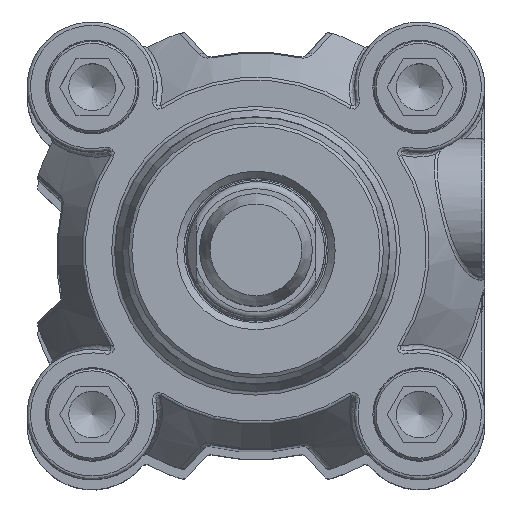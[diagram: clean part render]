
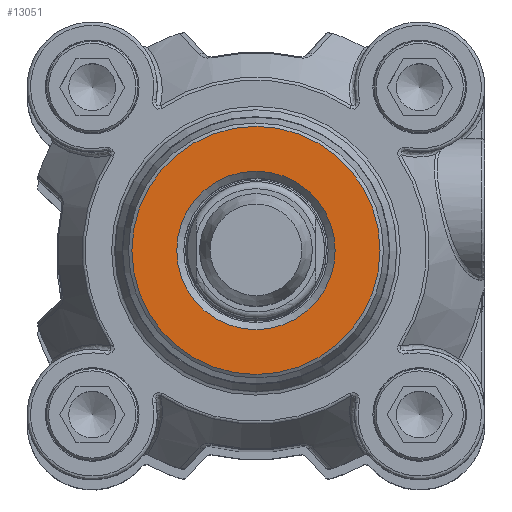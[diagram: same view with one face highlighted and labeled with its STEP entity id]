
A CAD part, top view. The second image highlights one B-rep face of the part: STEP entity #13051.
In plain terms, the highlighted planar face has unit normal (0, 0, 1).
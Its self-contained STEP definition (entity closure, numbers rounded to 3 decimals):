
#13000=CARTESIAN_POINT('',(11.25,0.,453.5));
#13001=VERTEX_POINT('',#13000);
#13002=CARTESIAN_POINT('',(0.0,0.0,453.5));
#13003=DIRECTION('',(0.0,0.0,1.0));
#13004=DIRECTION('',(-1.0,0.0,0.0));
#13005=AXIS2_PLACEMENT_3D('',#13002,#13003,#13004);
#13006=CIRCLE('',#13005,11.25);
#13007=EDGE_CURVE('',#13001,#13001,#13006,.T.);
#13032=CARTESIAN_POINT('',(8.808,0.0,453.5));
#13033=DIRECTION('',(0.0,0.0,1.0));
#13034=DIRECTION('',(1.0,0.0,0.0));
#13035=AXIS2_PLACEMENT_3D('',#13032,#13033,#13034);
#13036=PLANE('',#13035);
#13037=CARTESIAN_POINT('',(17.616,0.0,453.5));
#13038=VERTEX_POINT('',#13037);
#13039=CARTESIAN_POINT('',(0.0,0.0,453.5));
#13040=DIRECTION('',(0.0,0.0,1.0));
#13041=DIRECTION('',(1.0,0.0,0.0));
#13042=AXIS2_PLACEMENT_3D('',#13039,#13040,#13041);
#13043=CIRCLE('',#13042,17.616);
#13044=EDGE_CURVE('',#13038,#13038,#13043,.T.);
#13045=ORIENTED_EDGE('',*,*,#13044,.T.);
#13046=EDGE_LOOP('',(#13045));
#13047=FACE_OUTER_BOUND('',#13046,.T.);
#13048=ORIENTED_EDGE('',*,*,#13007,.F.);
#13049=EDGE_LOOP('',(#13048));
#13050=FACE_BOUND('',#13049,.T.);
#13051=ADVANCED_FACE('',(#13047,#13050),#13036,.T.);
